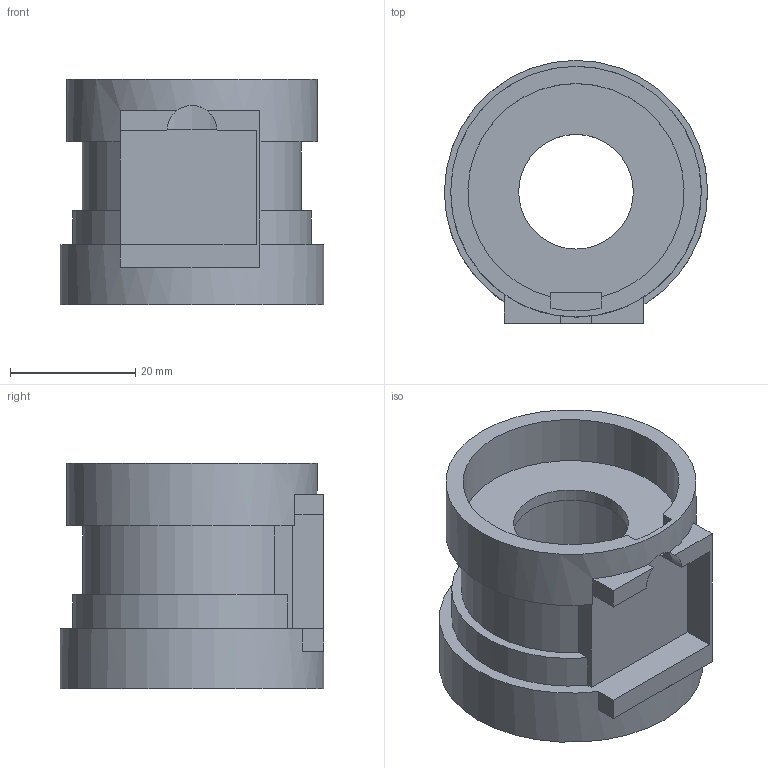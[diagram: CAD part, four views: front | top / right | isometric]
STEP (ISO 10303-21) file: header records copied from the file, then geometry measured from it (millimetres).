
FILE_DESCRIPTION(/* description */ (''),/* implementation_level */ '2;1');
FILE_NAME(/* name */ 'AFM Light Fixture.step',/* time_stamp */ '2024-06-17T20:54:12-04:00',/* author */ (''),/* organization */ (''),/* preprocessor_version */ 'ST-DEVELOPER v20',/* originating_system */ 'Autodesk Translation Framework v12.20.1.177',/* authorisation */ '');
FILE_SCHEMA (('AUTOMOTIVE_DESIGN { 1 0 10303 214 3 1 1 }'));
Length unit declared in the file: millimetre
Products named in the file (1): AFM Light Fixture
Bounding box: 42 x 42 x 36 mm (x, y, z)
Volume: 10424.9 mm3; surface area: 11300 mm2
Topology: 1 solids, 1 shells, 35 faces, 93 edges, 61 vertices
Faces by surface type: plane 25, cylinder 10
Full cylindrical faces by diameter (mm): 18.3 x1, 30.7 x1, 40 x2, 42 x1
Entity records: 1144 total; most frequent: CARTESIAN_POINT 222, DIRECTION 188, ORIENTED_EDGE 186, EDGE_CURVE 93, AXIS2_PLACEMENT_3D 63, LINE 62, VECTOR 62, VERTEX_POINT 61
